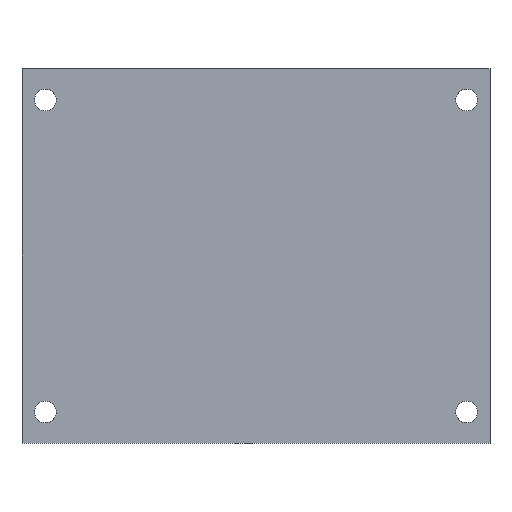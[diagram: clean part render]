
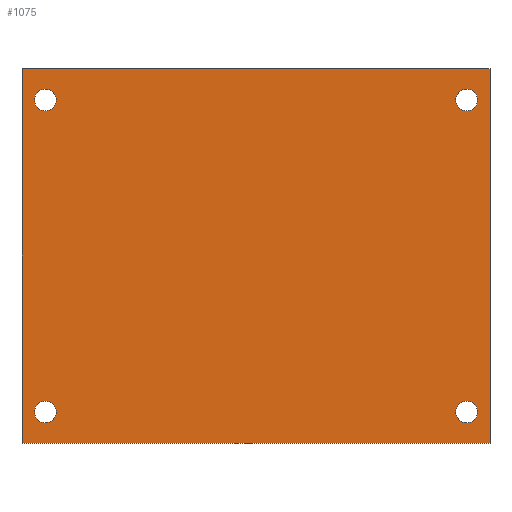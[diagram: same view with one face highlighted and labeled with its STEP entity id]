
A CAD part, front view. The second image highlights one B-rep face of the part: STEP entity #1075.
In plain terms, the highlighted planar face has unit normal (0, -1, 0).
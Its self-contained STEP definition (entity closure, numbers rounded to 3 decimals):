
#9 = VERTEX_POINT ( 'NONE', #452 ) ;
#26 = CARTESIAN_POINT ( 'NONE',  ( 75., -2., 56.5 ) ) ;
#38 = AXIS2_PLACEMENT_3D ( 'NONE', #104, #213, #396 ) ;
#44 = CARTESIAN_POINT ( 'NONE',  ( 0., -2., 56.5 ) ) ;
#45 = EDGE_CURVE ( 'NONE', #9, #457, #1205, .T. ) ;
#49 = DIRECTION ( 'NONE',  ( 0., 0., 1. ) ) ;
#50 = FACE_BOUND ( 'NONE', #1137, .T. ) ;
#58 = DIRECTION ( 'NONE',  ( 1., 0., 0. ) ) ;
#83 = AXIS2_PLACEMENT_3D ( 'NONE', #848, #858, #753 ) ;
#86 = CIRCLE ( 'NONE', #699, 1.75 ) ;
#89 = ORIENTED_EDGE ( 'NONE', *, *, #987, .T. ) ;
#94 = EDGE_CURVE ( 'NONE', #365, #165, #777, .T. ) ;
#104 = CARTESIAN_POINT ( 'NONE',  ( 71.25, -2., 51.5 ) ) ;
#118 = AXIS2_PLACEMENT_3D ( 'NONE', #1104, #910, #49 ) ;
#128 = DIRECTION ( 'NONE',  ( 0., 0., 1. ) ) ;
#133 = ORIENTED_EDGE ( 'NONE', *, *, #807, .T. ) ;
#145 = CARTESIAN_POINT ( 'NONE',  ( 0., -2., 56.5 ) ) ;
#152 = FACE_OUTER_BOUND ( 'NONE', #833, .T. ) ;
#159 = CARTESIAN_POINT ( 'NONE',  ( 75., -2., -3.5 ) ) ;
#160 = DIRECTION ( 'NONE',  ( 1., 0., 0. ) ) ;
#165 = VERTEX_POINT ( 'NONE', #878 ) ;
#173 = DIRECTION ( 'NONE',  ( 0., 0., 1. ) ) ;
#177 = EDGE_CURVE ( 'NONE', #449, #428, #413, .T. ) ;
#185 = ORIENTED_EDGE ( 'NONE', *, *, #383, .F. ) ;
#190 = ORIENTED_EDGE ( 'NONE', *, *, #770, .T. ) ;
#193 = DIRECTION ( 'NONE',  ( 0., 1., 0. ) ) ;
#212 = CARTESIAN_POINT ( 'NONE',  ( 3.75, -2., -0.25 ) ) ;
#213 = DIRECTION ( 'NONE',  ( 0., -1., 0. ) ) ;
#222 = LINE ( 'NONE', #595, #645 ) ;
#231 = FACE_BOUND ( 'NONE', #581, .T. ) ;
#240 = VERTEX_POINT ( 'NONE', #145 ) ;
#271 = CARTESIAN_POINT ( 'NONE',  ( 0., -2., 0. ) ) ;
#275 = LINE ( 'NONE', #271, #577 ) ;
#284 = CARTESIAN_POINT ( 'NONE',  ( 71.25, -2., 1.5 ) ) ;
#365 = VERTEX_POINT ( 'NONE', #705 ) ;
#369 = DIRECTION ( 'NONE',  ( 0., 0., 1. ) ) ;
#373 = ORIENTED_EDGE ( 'NONE', *, *, #1051, .F. ) ;
#378 = CARTESIAN_POINT ( 'NONE',  ( 3.75, -2., 51.5 ) ) ;
#383 = EDGE_CURVE ( 'NONE', #828, #1014, #536, .T. ) ;
#385 = DIRECTION ( 'NONE',  ( 0., 1., 0. ) ) ;
#391 = DIRECTION ( 'NONE',  ( 0., 0., 1. ) ) ;
#396 = DIRECTION ( 'NONE',  ( 0., 0., 1. ) ) ;
#401 = VECTOR ( 'NONE', #160, 1000. ) ;
#413 = CIRCLE ( 'NONE', #894, 1.75 ) ;
#419 = CIRCLE ( 'NONE', #83, 1.75 ) ;
#428 = VERTEX_POINT ( 'NONE', #1078 ) ;
#430 = FACE_BOUND ( 'NONE', #650, .T. ) ;
#437 = VERTEX_POINT ( 'NONE', #159 ) ;
#444 = FACE_BOUND ( 'NONE', #1105, .T. ) ;
#449 = VERTEX_POINT ( 'NONE', #788 ) ;
#452 = CARTESIAN_POINT ( 'NONE',  ( 3.75, -2., 49.75 ) ) ;
#455 = DIRECTION ( 'NONE',  ( 0., 0., 1. ) ) ;
#457 = VERTEX_POINT ( 'NONE', #988 ) ;
#462 = ORIENTED_EDGE ( 'NONE', *, *, #177, .T. ) ;
#489 = ORIENTED_EDGE ( 'NONE', *, *, #714, .F. ) ;
#502 = CARTESIAN_POINT ( 'NONE',  ( 3.75, -2., 51.5 ) ) ;
#536 = CIRCLE ( 'NONE', #118, 1.75 ) ;
#577 = VECTOR ( 'NONE', #455, 1000. ) ;
#581 = EDGE_LOOP ( 'NONE', ( #750, #642 ) ) ;
#595 = CARTESIAN_POINT ( 'NONE',  ( 75., -2., 0. ) ) ;
#631 = CARTESIAN_POINT ( 'NONE',  ( 0., -2., 0. ) ) ;
#642 = ORIENTED_EDGE ( 'NONE', *, *, #94, .F. ) ;
#644 = DIRECTION ( 'NONE',  ( 0., 0., 1. ) ) ;
#645 = VECTOR ( 'NONE', #128, 1000. ) ;
#650 = EDGE_LOOP ( 'NONE', ( #462, #133 ) ) ;
#665 = CIRCLE ( 'NONE', #786, 1.75 ) ;
#669 = DIRECTION ( 'NONE',  ( 0., 1., 0. ) ) ;
#681 = DIRECTION ( 'NONE',  ( 0., 1., 0. ) ) ;
#699 = AXIS2_PLACEMENT_3D ( 'NONE', #284, #669, #644 ) ;
#705 = CARTESIAN_POINT ( 'NONE',  ( 71.25, -2., 53.25 ) ) ;
#709 = LINE ( 'NONE', #806, #401 ) ;
#714 = EDGE_CURVE ( 'NONE', #1014, #828, #419, .T. ) ;
#740 = EDGE_CURVE ( 'NONE', #942, #240, #275, .T. ) ;
#750 = ORIENTED_EDGE ( 'NONE', *, *, #1118, .F. ) ;
#753 = DIRECTION ( 'NONE',  ( 0., 0., 1. ) ) ;
#770 = EDGE_CURVE ( 'NONE', #457, #9, #782, .T. ) ;
#776 = CARTESIAN_POINT ( 'NONE',  ( 71.25, -2., 1.5 ) ) ;
#777 = CIRCLE ( 'NONE', #38, 1.75 ) ;
#782 = CIRCLE ( 'NONE', #923, 1.75 ) ;
#786 = AXIS2_PLACEMENT_3D ( 'NONE', #1211, #926, #173 ) ;
#788 = CARTESIAN_POINT ( 'NONE',  ( 71.25, -2., -0.25 ) ) ;
#806 = CARTESIAN_POINT ( 'NONE',  ( 0., -2., -3.5 ) ) ;
#807 = EDGE_CURVE ( 'NONE', #428, #449, #86, .T. ) ;
#814 = DIRECTION ( 'NONE',  ( 0., 1., 0. ) ) ;
#828 = VERTEX_POINT ( 'NONE', #212 ) ;
#833 = EDGE_LOOP ( 'NONE', ( #373, #1044, #925, #89 ) ) ;
#847 = VECTOR ( 'NONE', #58, 1000. ) ;
#848 = CARTESIAN_POINT ( 'NONE',  ( 3.75, -2., 1.5 ) ) ;
#858 = DIRECTION ( 'NONE',  ( 0., -1., 0. ) ) ;
#863 = CARTESIAN_POINT ( 'NONE',  ( 0., -2., -3.5 ) ) ;
#864 = DIRECTION ( 'NONE',  ( 0., 0., 1. ) ) ;
#878 = CARTESIAN_POINT ( 'NONE',  ( 71.25, -2., 49.75 ) ) ;
#894 = AXIS2_PLACEMENT_3D ( 'NONE', #776, #681, #864 ) ;
#896 = LINE ( 'NONE', #44, #847 ) ;
#904 = CARTESIAN_POINT ( 'NONE',  ( 3.75, -2., 3.25 ) ) ;
#910 = DIRECTION ( 'NONE',  ( 0., -1., 0. ) ) ;
#923 = AXIS2_PLACEMENT_3D ( 'NONE', #378, #193, #369 ) ;
#925 = ORIENTED_EDGE ( 'NONE', *, *, #1018, .T. ) ;
#926 = DIRECTION ( 'NONE',  ( 0., -1., 0. ) ) ;
#942 = VERTEX_POINT ( 'NONE', #863 ) ;
#947 = VERTEX_POINT ( 'NONE', #26 ) ;
#959 = AXIS2_PLACEMENT_3D ( 'NONE', #631, #814, #1189 ) ;
#987 = EDGE_CURVE ( 'NONE', #437, #947, #222, .T. ) ;
#988 = CARTESIAN_POINT ( 'NONE',  ( 3.75, -2., 53.25 ) ) ;
#992 = ORIENTED_EDGE ( 'NONE', *, *, #45, .T. ) ;
#1014 = VERTEX_POINT ( 'NONE', #904 ) ;
#1018 = EDGE_CURVE ( 'NONE', #942, #437, #709, .T. ) ;
#1041 = AXIS2_PLACEMENT_3D ( 'NONE', #502, #385, #391 ) ;
#1044 = ORIENTED_EDGE ( 'NONE', *, *, #740, .F. ) ;
#1051 = EDGE_CURVE ( 'NONE', #240, #947, #896, .T. ) ;
#1075 = ADVANCED_FACE ( 'NONE', ( #231, #152, #50, #430, #444 ), #1196, .F. ) ;
#1078 = CARTESIAN_POINT ( 'NONE',  ( 71.25, -2., 3.25 ) ) ;
#1104 = CARTESIAN_POINT ( 'NONE',  ( 3.75, -2., 1.5 ) ) ;
#1105 = EDGE_LOOP ( 'NONE', ( #992, #190 ) ) ;
#1118 = EDGE_CURVE ( 'NONE', #165, #365, #665, .T. ) ;
#1137 = EDGE_LOOP ( 'NONE', ( #185, #489 ) ) ;
#1189 = DIRECTION ( 'NONE',  ( 0., 0., 1. ) ) ;
#1196 = PLANE ( 'NONE',  #959 ) ;
#1205 = CIRCLE ( 'NONE', #1041, 1.75 ) ;
#1211 = CARTESIAN_POINT ( 'NONE',  ( 71.25, -2., 51.5 ) ) ;
